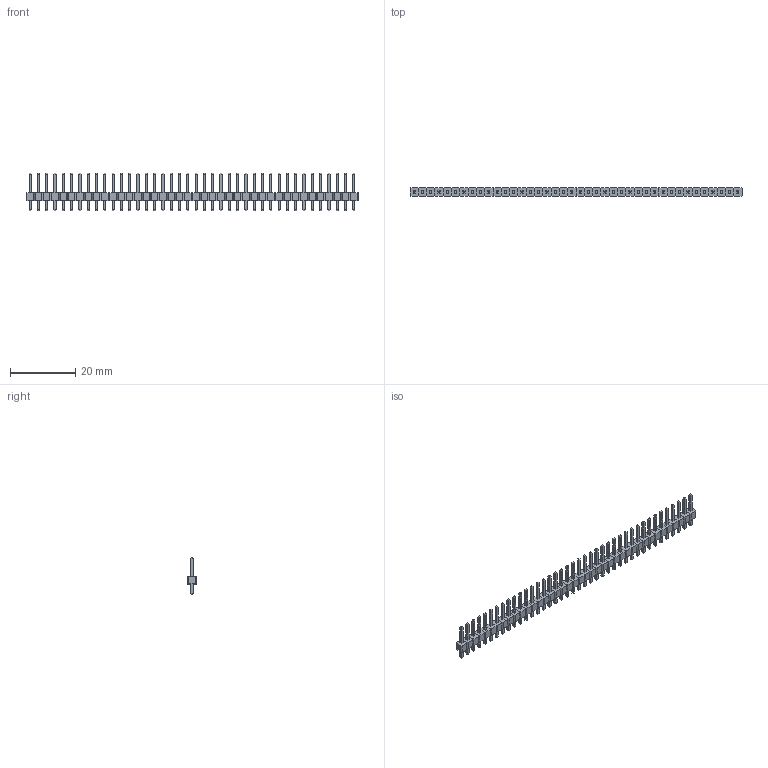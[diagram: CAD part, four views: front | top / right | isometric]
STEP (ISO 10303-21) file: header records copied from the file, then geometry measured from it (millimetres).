
FILE_DESCRIPTION (( 'STEP AP214' ), '1' );
FILE_NAME ('HDR-M-2.54_1x40.step', '2021-08-14T07:50:54', ( '' ), ( '' ), 'SwSTEP 2.0', 'SolidWorks 2020', '' );
FILE_SCHEMA (( 'AUTOMOTIVE_DESIGN' ));
Length unit declared in the file: millimetre
Products named in the file (1): HDR-M-2.54_1x40
Bounding box: 101.6 x 2.54 x 11.5 mm (x, y, z)
Volume: 737.8 mm3; surface area: 2517.8 mm2
Topology: 40 solids, 40 shells, 3640 faces, 9280 edges, 6080 vertices
Faces by surface type: plane 3080, bspline 560
Entity records: 175549 total; most frequent: CARTESIAN_POINT 50921, ORIENTED_EDGE 18560, DIRECTION 14322, EDGE_CURVE 9280, VECTOR 8160, LINE 8160, VERTEX_POINT 6080, EDGE_LOOP 4000
